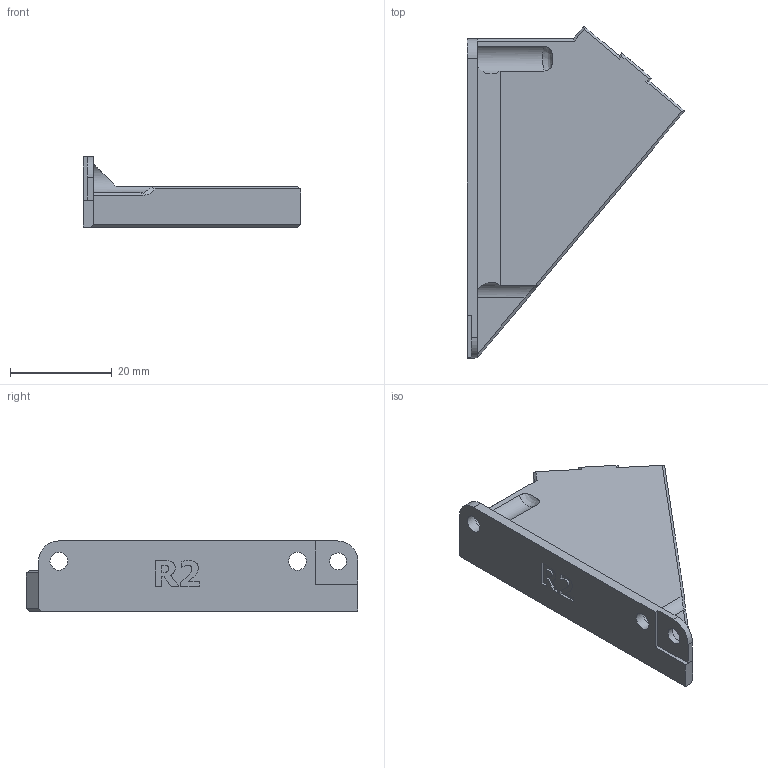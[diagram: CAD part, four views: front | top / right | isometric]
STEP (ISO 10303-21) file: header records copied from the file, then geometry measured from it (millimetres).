
FILE_DESCRIPTION(/* description */ (''),/* implementation_level */ '2;1');
FILE_NAME(/* name */ 'xlcd-support-left.stp',/* time_stamp */ '2023-12-19T13:12:00+01:00',/* author */ ('Dominik Tebich'),/* organization */ (''),/* preprocessor_version */ 'ST-DEVELOPER v19.2',/* originating_system */ 'Autodesk Inventor 2023',/* authorisation */ '');
FILE_SCHEMA (('AUTOMOTIVE_DESIGN { 1 0 10303 214 3 1 1 }'));
Length unit declared in the file: millimetre
Products named in the file (1): xlcd-support-left_R2
Bounding box: 42.91 x 65.37 x 13.8 mm (x, y, z)
Volume: 11975.5 mm3; surface area: 5635.5 mm2
Topology: 1 solids, 1 shells, 95 faces, 252 edges, 163 vertices
Faces by surface type: plane 68, bspline 19, cylinder 8
Full cylindrical faces by diameter (mm): 3.3 x1, 3.5 x3
Entity records: 3203 total; most frequent: CARTESIAN_POINT 909, ORIENTED_EDGE 504, DIRECTION 383, EDGE_CURVE 252, LINE 195, VECTOR 195, VERTEX_POINT 163, EDGE_LOOP 107
